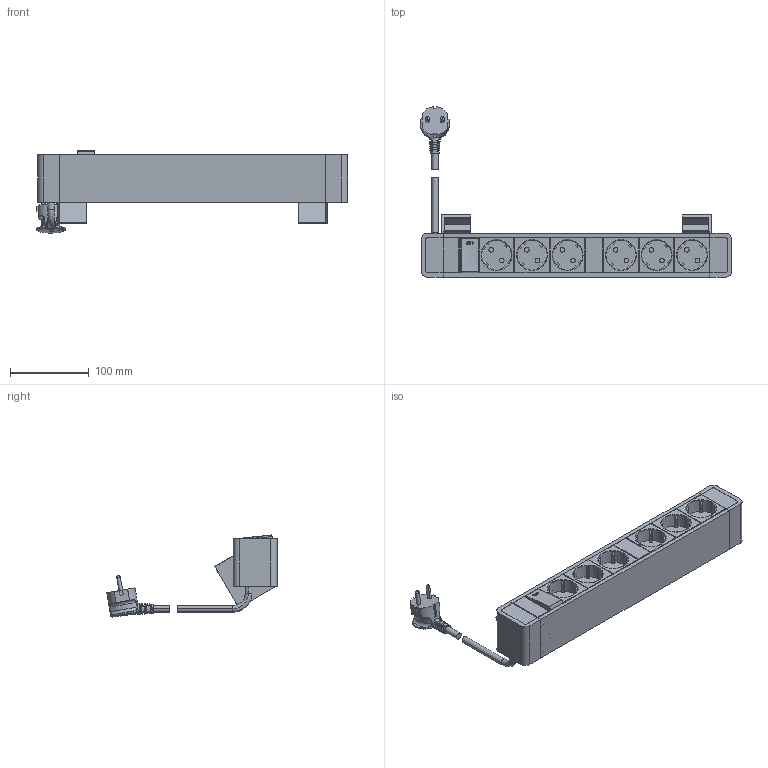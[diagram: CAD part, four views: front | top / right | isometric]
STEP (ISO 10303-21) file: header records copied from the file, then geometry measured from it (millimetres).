
FILE_DESCRIPTION(('CATIA V5 STEP Exchange','CAx-IF Rec.Pracs.--- Model Styling and Organization---1.5--- 2016-08-15','CAx-IF Rec.Pracs.---Supplemental Geometry---1.0---2011-11-01','CAx-IF Rec.Pracs.--- Composite Materials ---1.1---2010-07-15'),'2;1');
FILE_NAME('LG-655138WH_AllCATPart.stp','2023-11-08T16:24:11+00:00',('none'),('none'),'CATIA Version 5-6 Release 2020 SP3','CATIA V5 STEP AP214 v2','none');
FILE_SCHEMA(('AUTOMOTIVE_DESIGN { 1 0 10303 214 1 1 1 1 }'));
Products named in the file (1): LG-655138WH_AllCATPart
Bounding box: 394.61 x 216.36 x 104.14 mm (x, y, z)
Volume: 560151.9 mm3; surface area: 390735.5 mm2
Topology: 31 solids, 31 shells, 1664 faces, 4478 edges, 2859 vertices
Faces by surface type: plane 1152, cylinder 354, bspline 61, sphere 54, torus 20, cone 19, extrusion 2, revolution 2
Entity records: 52299 total; most frequent: CARTESIAN_POINT 13954, ORIENTED_EDGE 8848, DIRECTION 6188, EDGE_CURVE 4424, VECTOR 3233, LINE 3231, VERTEX_POINT 2859, AXIS2_PLACEMENT_3D 1818
